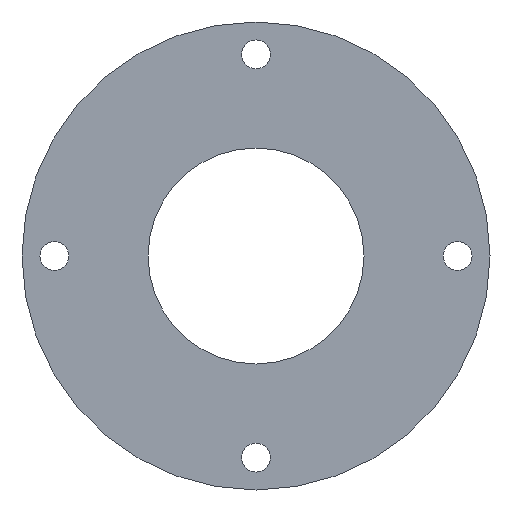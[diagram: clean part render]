
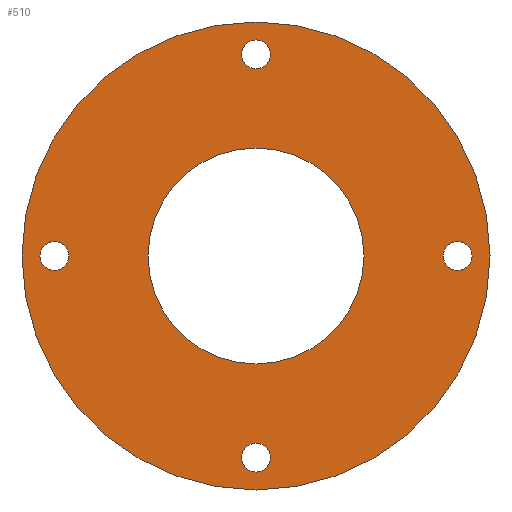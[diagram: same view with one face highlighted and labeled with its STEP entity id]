
A CAD part, front view. The second image highlights one B-rep face of the part: STEP entity #510.
In plain terms, the highlighted planar face has unit normal (0, -1, 0).
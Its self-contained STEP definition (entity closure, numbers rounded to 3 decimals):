
#1 = FACE_BOUND ( 'NONE', #31, .T. ) ;
#8 = AXIS2_PLACEMENT_3D ( 'NONE', #58, #120, #332 ) ;
#10 = CIRCLE ( 'NONE', #400, 2. ) ;
#21 = CARTESIAN_POINT ( 'NONE',  ( 0., 0., 0. ) ) ;
#27 = ORIENTED_EDGE ( 'NONE', *, *, #28, .T. ) ;
#28 = EDGE_CURVE ( 'NONE', #683, #357, #368, .T. ) ;
#30 = DIRECTION ( 'NONE',  ( 0., 0., 1. ) ) ;
#31 = EDGE_LOOP ( 'NONE', ( #463, #484 ) ) ;
#54 = ORIENTED_EDGE ( 'NONE', *, *, #581, .T. ) ;
#58 = CARTESIAN_POINT ( 'NONE',  ( 0., 0., 28. ) ) ;
#70 = CARTESIAN_POINT ( 'NONE',  ( -28., 0., 0. ) ) ;
#72 = CARTESIAN_POINT ( 'NONE',  ( -28., 0., 0. ) ) ;
#75 = DIRECTION ( 'NONE',  ( 0., 0., 1. ) ) ;
#78 = VERTEX_POINT ( 'NONE', #236 ) ;
#79 = AXIS2_PLACEMENT_3D ( 'NONE', #375, #224, #221 ) ;
#82 = ORIENTED_EDGE ( 'NONE', *, *, #703, .F. ) ;
#88 = CARTESIAN_POINT ( 'NONE',  ( 0., 0., 0. ) ) ;
#89 = VERTEX_POINT ( 'NONE', #664 ) ;
#93 = EDGE_LOOP ( 'NONE', ( #308, #271 ) ) ;
#98 = CARTESIAN_POINT ( 'NONE',  ( 0., 0., 32.5 ) ) ;
#110 = DIRECTION ( 'NONE',  ( 0., 0., 1. ) ) ;
#113 = FACE_OUTER_BOUND ( 'NONE', #141, .T. ) ;
#116 = AXIS2_PLACEMENT_3D ( 'NONE', #21, #290, #296 ) ;
#120 = DIRECTION ( 'NONE',  ( 0., 1., 0. ) ) ;
#122 = CIRCLE ( 'NONE', #517, 2. ) ;
#128 = CARTESIAN_POINT ( 'NONE',  ( 0., 0., -15. ) ) ;
#131 = DIRECTION ( 'NONE',  ( 0., 0., 1. ) ) ;
#132 = EDGE_CURVE ( 'NONE', #89, #315, #291, .T. ) ;
#141 = EDGE_LOOP ( 'NONE', ( #82, #509 ) ) ;
#151 = CARTESIAN_POINT ( 'NONE',  ( 0., 0., 0. ) ) ;
#158 = CIRCLE ( 'NONE', #116, 15. ) ;
#169 = AXIS2_PLACEMENT_3D ( 'NONE', #72, #179, #75 ) ;
#179 = DIRECTION ( 'NONE',  ( 0., 1., 0. ) ) ;
#182 = EDGE_CURVE ( 'NONE', #185, #695, #689, .T. ) ;
#185 = VERTEX_POINT ( 'NONE', #292 ) ;
#192 = ORIENTED_EDGE ( 'NONE', *, *, #264, .T. ) ;
#194 = CARTESIAN_POINT ( 'NONE',  ( 0., 0., -28. ) ) ;
#221 = DIRECTION ( 'NONE',  ( 0., 0., 1. ) ) ;
#224 = DIRECTION ( 'NONE',  ( 0., 1., 0. ) ) ;
#226 = CIRCLE ( 'NONE', #316, 2. ) ;
#227 = FACE_BOUND ( 'NONE', #260, .T. ) ;
#232 = EDGE_CURVE ( 'NONE', #315, #89, #226, .T. ) ;
#236 = CARTESIAN_POINT ( 'NONE',  ( -28., 0., 2. ) ) ;
#238 = EDGE_CURVE ( 'NONE', #294, #268, #397, .T. ) ;
#239 = DIRECTION ( 'NONE',  ( 0., 1., 0. ) ) ;
#248 = CARTESIAN_POINT ( 'NONE',  ( 0., 0., 26. ) ) ;
#254 = AXIS2_PLACEMENT_3D ( 'NONE', #337, #678, #404 ) ;
#260 = EDGE_LOOP ( 'NONE', ( #27, #590 ) ) ;
#264 = EDGE_CURVE ( 'NONE', #695, #185, #122, .T. ) ;
#267 = DIRECTION ( 'NONE',  ( 0., 1., 0. ) ) ;
#268 = VERTEX_POINT ( 'NONE', #128 ) ;
#271 = ORIENTED_EDGE ( 'NONE', *, *, #132, .T. ) ;
#287 = DIRECTION ( 'NONE',  ( 0., 1., 0. ) ) ;
#289 = CARTESIAN_POINT ( 'NONE',  ( 28., 0., 0. ) ) ;
#290 = DIRECTION ( 'NONE',  ( 0., 1., 0. ) ) ;
#291 = CIRCLE ( 'NONE', #618, 2. ) ;
#292 = CARTESIAN_POINT ( 'NONE',  ( 0., 0., -26. ) ) ;
#294 = VERTEX_POINT ( 'NONE', #697 ) ;
#296 = DIRECTION ( 'NONE',  ( 0., 0., 1. ) ) ;
#300 = DIRECTION ( 'NONE',  ( 0., 0., 1. ) ) ;
#308 = ORIENTED_EDGE ( 'NONE', *, *, #232, .T. ) ;
#315 = VERTEX_POINT ( 'NONE', #366 ) ;
#316 = AXIS2_PLACEMENT_3D ( 'NONE', #398, #239, #131 ) ;
#318 = CIRCLE ( 'NONE', #254, 32.5 ) ;
#328 = FACE_BOUND ( 'NONE', #353, .T. ) ;
#332 = DIRECTION ( 'NONE',  ( 0., 0., 1. ) ) ;
#337 = CARTESIAN_POINT ( 'NONE',  ( 0., 0., 0. ) ) ;
#340 = EDGE_CURVE ( 'NONE', #429, #457, #644, .T. ) ;
#347 = CIRCLE ( 'NONE', #169, 2. ) ;
#353 = EDGE_LOOP ( 'NONE', ( #192, #623 ) ) ;
#357 = VERTEX_POINT ( 'NONE', #573 ) ;
#363 = DIRECTION ( 'NONE',  ( 0., 0., 1. ) ) ;
#366 = CARTESIAN_POINT ( 'NONE',  ( 28., 0., -2. ) ) ;
#368 = CIRCLE ( 'NONE', #8, 2. ) ;
#374 = EDGE_CURVE ( 'NONE', #357, #683, #10, .T. ) ;
#375 = CARTESIAN_POINT ( 'NONE',  ( 0., 0., 0. ) ) ;
#377 = PLANE ( 'NONE',  #79 ) ;
#384 = CARTESIAN_POINT ( 'NONE',  ( -28., 0., -2. ) ) ;
#397 = CIRCLE ( 'NONE', #494, 15. ) ;
#398 = CARTESIAN_POINT ( 'NONE',  ( 28., 0., 0. ) ) ;
#400 = AXIS2_PLACEMENT_3D ( 'NONE', #639, #483, #467 ) ;
#402 = CIRCLE ( 'NONE', #496, 2. ) ;
#404 = DIRECTION ( 'NONE',  ( 0., 0., 1. ) ) ;
#429 = VERTEX_POINT ( 'NONE', #98 ) ;
#448 = DIRECTION ( 'NONE',  ( 0., 1., 0. ) ) ;
#452 = DIRECTION ( 'NONE',  ( 0., 0., 1. ) ) ;
#457 = VERTEX_POINT ( 'NONE', #594 ) ;
#459 = CARTESIAN_POINT ( 'NONE',  ( 0., 0., -30. ) ) ;
#463 = ORIENTED_EDGE ( 'NONE', *, *, #658, .T. ) ;
#465 = EDGE_LOOP ( 'NONE', ( #54, #670 ) ) ;
#467 = DIRECTION ( 'NONE',  ( 0., 0., 1. ) ) ;
#468 = VERTEX_POINT ( 'NONE', #384 ) ;
#472 = AXIS2_PLACEMENT_3D ( 'NONE', #194, #448, #452 ) ;
#483 = DIRECTION ( 'NONE',  ( 0., 1., 0. ) ) ;
#484 = ORIENTED_EDGE ( 'NONE', *, *, #523, .T. ) ;
#491 = FACE_BOUND ( 'NONE', #465, .T. ) ;
#494 = AXIS2_PLACEMENT_3D ( 'NONE', #88, #669, #508 ) ;
#496 = AXIS2_PLACEMENT_3D ( 'NONE', #70, #287, #110 ) ;
#508 = DIRECTION ( 'NONE',  ( 0., 0., 1. ) ) ;
#509 = ORIENTED_EDGE ( 'NONE', *, *, #340, .F. ) ;
#510 = ADVANCED_FACE ( 'NONE', ( #113, #491, #328, #591, #227, #1 ), #377, .F. ) ;
#517 = AXIS2_PLACEMENT_3D ( 'NONE', #612, #565, #300 ) ;
#523 = EDGE_CURVE ( 'NONE', #78, #468, #402, .T. ) ;
#562 = DIRECTION ( 'NONE',  ( 0., 1., 0. ) ) ;
#565 = DIRECTION ( 'NONE',  ( 0., 1., 0. ) ) ;
#573 = CARTESIAN_POINT ( 'NONE',  ( 0., 0., 30. ) ) ;
#581 = EDGE_CURVE ( 'NONE', #268, #294, #158, .T. ) ;
#586 = AXIS2_PLACEMENT_3D ( 'NONE', #151, #267, #363 ) ;
#590 = ORIENTED_EDGE ( 'NONE', *, *, #374, .T. ) ;
#591 = FACE_BOUND ( 'NONE', #93, .T. ) ;
#594 = CARTESIAN_POINT ( 'NONE',  ( 0., 0., -32.5 ) ) ;
#612 = CARTESIAN_POINT ( 'NONE',  ( 0., 0., -28. ) ) ;
#618 = AXIS2_PLACEMENT_3D ( 'NONE', #289, #562, #30 ) ;
#623 = ORIENTED_EDGE ( 'NONE', *, *, #182, .T. ) ;
#639 = CARTESIAN_POINT ( 'NONE',  ( 0., 0., 28. ) ) ;
#644 = CIRCLE ( 'NONE', #586, 32.5 ) ;
#658 = EDGE_CURVE ( 'NONE', #468, #78, #347, .T. ) ;
#664 = CARTESIAN_POINT ( 'NONE',  ( 28., 0., 2. ) ) ;
#669 = DIRECTION ( 'NONE',  ( 0., 1., 0. ) ) ;
#670 = ORIENTED_EDGE ( 'NONE', *, *, #238, .T. ) ;
#678 = DIRECTION ( 'NONE',  ( 0., 1., 0. ) ) ;
#683 = VERTEX_POINT ( 'NONE', #248 ) ;
#689 = CIRCLE ( 'NONE', #472, 2. ) ;
#695 = VERTEX_POINT ( 'NONE', #459 ) ;
#697 = CARTESIAN_POINT ( 'NONE',  ( 0., 0., 15. ) ) ;
#703 = EDGE_CURVE ( 'NONE', #457, #429, #318, .T. ) ;
